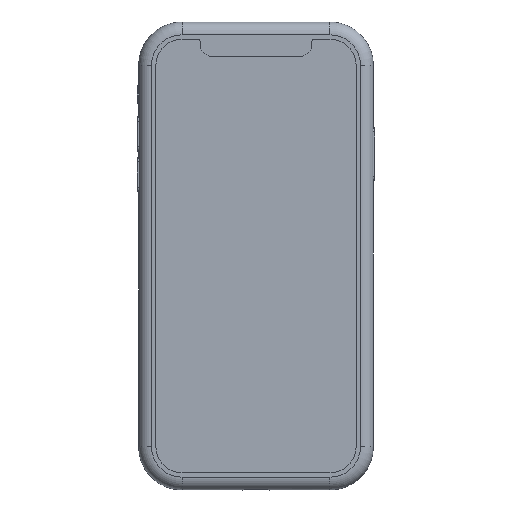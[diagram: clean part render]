
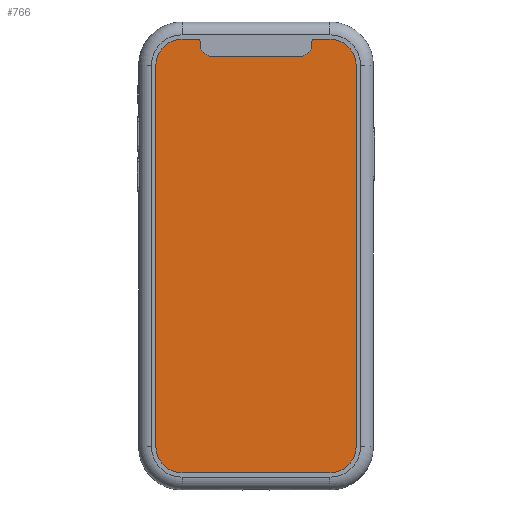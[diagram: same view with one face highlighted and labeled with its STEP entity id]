
A CAD part, top view. The second image highlights one B-rep face of the part: STEP entity #766.
In plain terms, the highlighted planar face has unit normal (0, 0, 1).
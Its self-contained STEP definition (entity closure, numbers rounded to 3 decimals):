
#766=ADVANCED_FACE('',(#1921),#1922,.T.);
#1374=EDGE_CURVE('',#2750,#2751,#2752,.T.);
#1382=EDGE_CURVE('',#2751,#2762,#2763,.T.);
#1388=EDGE_CURVE('',#2762,#2770,#2771,.T.);
#1394=EDGE_CURVE('',#2770,#2778,#2779,.T.);
#1400=EDGE_CURVE('',#2778,#2786,#2787,.T.);
#1406=EDGE_CURVE('',#2786,#2794,#2795,.T.);
#1412=EDGE_CURVE('',#2794,#2802,#2803,.T.);
#1418=EDGE_CURVE('',#2802,#2810,#2811,.T.);
#1424=EDGE_CURVE('',#2810,#2818,#2819,.T.);
#1430=EDGE_CURVE('',#2818,#2826,#2827,.T.);
#1436=EDGE_CURVE('',#2826,#2834,#2835,.T.);
#1442=EDGE_CURVE('',#2834,#2842,#2843,.T.);
#1448=EDGE_CURVE('',#2842,#2850,#2851,.T.);
#1454=EDGE_CURVE('',#2850,#2858,#2859,.T.);
#1460=EDGE_CURVE('',#2858,#2866,#2867,.T.);
#1466=EDGE_CURVE('',#2866,#2750,#2874,.T.);
#1921=FACE_OUTER_BOUND('',#3326,.T.);
#1922=PLANE('',#3327);
#2750=VERTEX_POINT('',#5879);
#2751=VERTEX_POINT('',#5880);
#2752=CIRCLE('',#5881,8.435);
#2762=VERTEX_POINT('',#5897);
#2763=LINE('',#5898,#5899);
#2770=VERTEX_POINT('',#5911);
#2771=CIRCLE('',#5912,8.435);
#2778=VERTEX_POINT('',#5923);
#2779=LINE('',#5924,#5925);
#2786=VERTEX_POINT('',#5937);
#2787=CIRCLE('',#5938,8.435);
#2794=VERTEX_POINT('',#5949);
#2795=LINE('',#5950,#5951);
#2802=VERTEX_POINT('',#5963);
#2803=CIRCLE('',#5964,0.9);
#2810=VERTEX_POINT('',#5975);
#2811=LINE('',#5976,#5977);
#2818=VERTEX_POINT('',#5989);
#2819=CIRCLE('',#5990,3.9);
#2826=VERTEX_POINT('',#6001);
#2827=LINE('',#6002,#6003);
#2834=VERTEX_POINT('',#6015);
#2835=CIRCLE('',#6016,3.9);
#2842=VERTEX_POINT('',#6027);
#2843=LINE('',#6028,#6029);
#2850=VERTEX_POINT('',#6041);
#2851=CIRCLE('',#6042,0.9);
#2858=VERTEX_POINT('',#6053);
#2859=LINE('',#6054,#6055);
#2866=VERTEX_POINT('',#6067);
#2867=CIRCLE('',#6068,8.435);
#2874=LINE('',#6079,#6080);
#3326=EDGE_LOOP('',(#7215,#7216,#7217,#7218,#7219,#7220,#7221,#7222,#7223,#7224,#7225,#7226,#7227,#7228,#7229,#7230));
#3327=AXIS2_PLACEMENT_3D('',#7231,#7232,#7233);
#5879=CARTESIAN_POINT('',(-32.29,-61.455,4.11));
#5880=CARTESIAN_POINT('',(-23.855,-69.89,4.11));
#5881=AXIS2_PLACEMENT_3D('',#7891,#7892,#7893);
#5897=CARTESIAN_POINT('',(23.855,-69.89,4.11));
#5898=CARTESIAN_POINT('',(23.855,-69.89,4.11));
#5899=VECTOR('',#7899,1.0);
#5911=CARTESIAN_POINT('',(32.29,-61.455,4.11));
#5912=AXIS2_PLACEMENT_3D('',#7902,#7903,#7904);
#5923=CARTESIAN_POINT('',(32.29,61.455,4.11));
#5924=CARTESIAN_POINT('',(32.29,61.455,4.11));
#5925=VECTOR('',#7909,1.0);
#5937=CARTESIAN_POINT('',(23.855,69.89,4.11));
#5938=AXIS2_PLACEMENT_3D('',#7912,#7913,#7914);
#5949=CARTESIAN_POINT('',(18.88,69.89,4.11));
#5950=CARTESIAN_POINT('',(18.88,69.89,4.11));
#5951=VECTOR('',#7919,1.0);
#5963=CARTESIAN_POINT('',(17.98,68.99,4.11));
#5964=AXIS2_PLACEMENT_3D('',#7922,#7923,#7924);
#5975=CARTESIAN_POINT('',(17.98,68.22,4.11));
#5976=CARTESIAN_POINT('',(17.98,68.99,4.11));
#5977=VECTOR('',#7929,1.0);
#5989=CARTESIAN_POINT('',(14.08,64.32,4.11));
#5990=AXIS2_PLACEMENT_3D('',#7932,#7933,#7934);
#6001=CARTESIAN_POINT('',(-14.08,64.32,4.11));
#6002=CARTESIAN_POINT('',(14.08,64.32,4.11));
#6003=VECTOR('',#7939,1.0);
#6015=CARTESIAN_POINT('',(-17.98,68.22,4.11));
#6016=AXIS2_PLACEMENT_3D('',#7942,#7943,#7944);
#6027=CARTESIAN_POINT('',(-17.98,68.99,4.11));
#6028=CARTESIAN_POINT('',(-17.98,68.22,4.11));
#6029=VECTOR('',#7949,1.0);
#6041=CARTESIAN_POINT('',(-18.88,69.89,4.11));
#6042=AXIS2_PLACEMENT_3D('',#7952,#7953,#7954);
#6053=CARTESIAN_POINT('',(-23.855,69.89,4.11));
#6054=CARTESIAN_POINT('',(-23.855,69.89,4.11));
#6055=VECTOR('',#7959,1.0);
#6067=CARTESIAN_POINT('',(-32.29,61.455,4.11));
#6068=AXIS2_PLACEMENT_3D('',#7962,#7963,#7964);
#6079=CARTESIAN_POINT('',(-32.29,-61.455,4.11));
#6080=VECTOR('',#7969,1.0);
#7215=ORIENTED_EDGE('',*,*,#1374,.T.);
#7216=ORIENTED_EDGE('',*,*,#1382,.T.);
#7217=ORIENTED_EDGE('',*,*,#1388,.T.);
#7218=ORIENTED_EDGE('',*,*,#1394,.T.);
#7219=ORIENTED_EDGE('',*,*,#1400,.T.);
#7220=ORIENTED_EDGE('',*,*,#1406,.T.);
#7221=ORIENTED_EDGE('',*,*,#1412,.T.);
#7222=ORIENTED_EDGE('',*,*,#1418,.T.);
#7223=ORIENTED_EDGE('',*,*,#1424,.T.);
#7224=ORIENTED_EDGE('',*,*,#1430,.T.);
#7225=ORIENTED_EDGE('',*,*,#1436,.T.);
#7226=ORIENTED_EDGE('',*,*,#1442,.T.);
#7227=ORIENTED_EDGE('',*,*,#1448,.T.);
#7228=ORIENTED_EDGE('',*,*,#1454,.T.);
#7229=ORIENTED_EDGE('',*,*,#1460,.T.);
#7230=ORIENTED_EDGE('',*,*,#1466,.T.);
#7231=CARTESIAN_POINT('',(0.,0.699,4.11));
#7232=DIRECTION('',(0.,0.,1.0));
#7233=DIRECTION('',(1.0,0.0,0.));
#7891=CARTESIAN_POINT('',(-23.855,-61.455,4.11));
#7892=DIRECTION('',(0.0,0.0,1.0));
#7893=DIRECTION('',(1.0,0.0,0.0));
#7899=DIRECTION('',(1.0,0.0,0.0));
#7902=CARTESIAN_POINT('',(23.855,-61.455,4.11));
#7903=DIRECTION('',(0.0,0.0,1.0));
#7904=DIRECTION('',(1.0,0.0,0.0));
#7909=DIRECTION('',(0.0,1.0,0.0));
#7912=CARTESIAN_POINT('',(23.855,61.455,4.11));
#7913=DIRECTION('',(0.0,0.0,1.0));
#7914=DIRECTION('',(1.0,0.0,0.0));
#7919=DIRECTION('',(-1.0,-0.0,-0.0));
#7922=CARTESIAN_POINT('',(18.88,68.99,4.11));
#7923=DIRECTION('',(0.0,0.0,1.0));
#7924=DIRECTION('',(1.0,0.0,0.0));
#7929=DIRECTION('',(0.0,-1.0,0.0));
#7932=CARTESIAN_POINT('',(14.08,68.22,4.11));
#7933=DIRECTION('',(0.0,0.0,-1.0));
#7934=DIRECTION('',(1.0,0.0,0.0));
#7939=DIRECTION('',(-1.0,0.0,0.0));
#7942=CARTESIAN_POINT('',(-14.08,68.22,4.11));
#7943=DIRECTION('',(0.0,0.0,-1.0));
#7944=DIRECTION('',(1.0,0.0,0.0));
#7949=DIRECTION('',(0.0,1.0,0.0));
#7952=CARTESIAN_POINT('',(-18.88,68.99,4.11));
#7953=DIRECTION('',(0.0,0.0,1.0));
#7954=DIRECTION('',(1.0,0.0,0.0));
#7959=DIRECTION('',(-1.0,-0.0,-0.0));
#7962=CARTESIAN_POINT('',(-23.855,61.455,4.11));
#7963=DIRECTION('',(0.0,0.0,1.0));
#7964=DIRECTION('',(1.0,0.0,0.0));
#7969=DIRECTION('',(-0.0,-1.0,-0.0));
